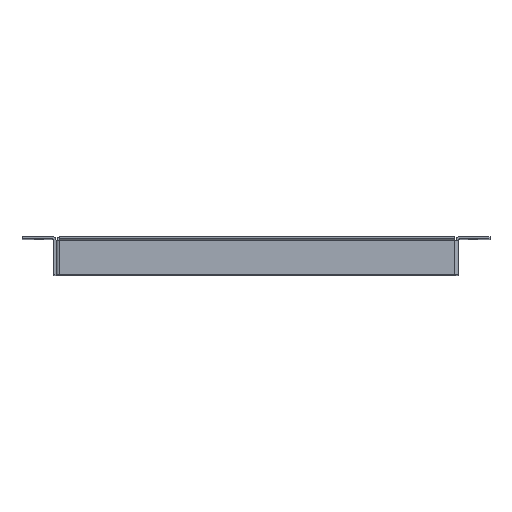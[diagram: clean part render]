
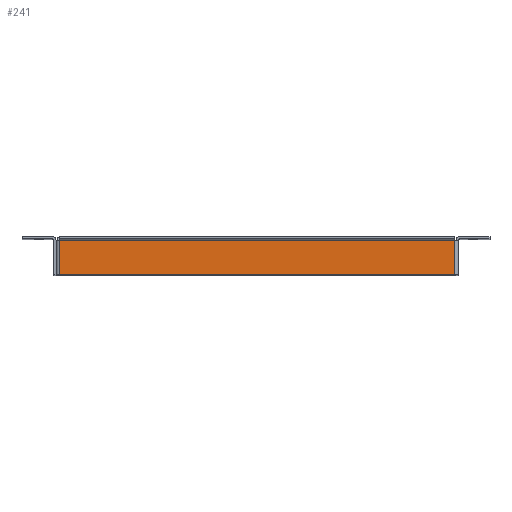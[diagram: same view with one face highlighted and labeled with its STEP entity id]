
A CAD part, top view. The second image highlights one B-rep face of the part: STEP entity #241.
In plain terms, the highlighted planar face has unit normal (0, 0, 1).
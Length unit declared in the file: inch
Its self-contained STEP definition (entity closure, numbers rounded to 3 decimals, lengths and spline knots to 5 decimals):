
#30 = VERTEX_POINT ( 'NONE', #659 ) ;
#212 = LINE ( 'NONE', #2294, #2399 ) ;
#241 = ADVANCED_FACE ( 'NONE', ( #788 ), #760, .F. ) ;
#254 = CARTESIAN_POINT ( 'NONE',  ( 5.842, 0.5085, 5.95 ) ) ;
#284 = ORIENTED_EDGE ( 'NONE', *, *, #774, .F. ) ;
#350 = EDGE_CURVE ( 'NONE', #30, #1440, #448, .T. ) ;
#415 = LINE ( 'NONE', #254, #1553 ) ;
#448 = LINE ( 'NONE', #2125, #2355 ) ;
#586 = ORIENTED_EDGE ( 'NONE', *, *, #1702, .T. ) ;
#638 = VECTOR ( 'NONE', #2567, 39.37008 ) ;
#659 = CARTESIAN_POINT ( 'NONE',  ( -5.77, -0.5085, 5.95 ) ) ;
#760 = PLANE ( 'NONE',  #1025 ) ;
#771 = LINE ( 'NONE', #959, #638 ) ;
#774 = EDGE_CURVE ( 'NONE', #877, #1468, #415, .T. ) ;
#788 = FACE_OUTER_BOUND ( 'NONE', #1427, .T. ) ;
#872 = CARTESIAN_POINT ( 'NONE',  ( 5.842, 0.5085, 5.95 ) ) ;
#877 = VERTEX_POINT ( 'NONE', #872 ) ;
#959 = CARTESIAN_POINT ( 'NONE',  ( -5.878, -0.5085, 5.95 ) ) ;
#985 = DIRECTION ( 'NONE',  ( 0., 0., -1. ) ) ;
#1025 = AXIS2_PLACEMENT_3D ( 'NONE', #2257, #985, #1238 ) ;
#1238 = DIRECTION ( 'NONE',  ( -1., 0., 0. ) ) ;
#1253 = EDGE_CURVE ( 'NONE', #1440, #877, #212, .T. ) ;
#1427 = EDGE_LOOP ( 'NONE', ( #284, #1752, #1981, #586 ) ) ;
#1433 = DIRECTION ( 'NONE',  ( 1., 0., 0. ) ) ;
#1440 = VERTEX_POINT ( 'NONE', #2443 ) ;
#1468 = VERTEX_POINT ( 'NONE', #2646 ) ;
#1553 = VECTOR ( 'NONE', #2512, 39.37008 ) ;
#1702 = EDGE_CURVE ( 'NONE', #30, #1468, #771, .T. ) ;
#1752 = ORIENTED_EDGE ( 'NONE', *, *, #1253, .F. ) ;
#1903 = DIRECTION ( 'NONE',  ( 0., 1., 0. ) ) ;
#1981 = ORIENTED_EDGE ( 'NONE', *, *, #350, .F. ) ;
#2125 = CARTESIAN_POINT ( 'NONE',  ( -5.77, 0.5085, 5.95 ) ) ;
#2257 = CARTESIAN_POINT ( 'NONE',  ( -5.878, 0.5085, 5.95 ) ) ;
#2294 = CARTESIAN_POINT ( 'NONE',  ( -5.878, 0.5085, 5.95 ) ) ;
#2355 = VECTOR ( 'NONE', #1903, 39.37008 ) ;
#2399 = VECTOR ( 'NONE', #1433, 39.37008 ) ;
#2443 = CARTESIAN_POINT ( 'NONE',  ( -5.77, 0.5085, 5.95 ) ) ;
#2512 = DIRECTION ( 'NONE',  ( 0., -1., 0. ) ) ;
#2567 = DIRECTION ( 'NONE',  ( 1., 0., 0. ) ) ;
#2646 = CARTESIAN_POINT ( 'NONE',  ( 5.842, -0.5085, 5.95 ) ) ;
